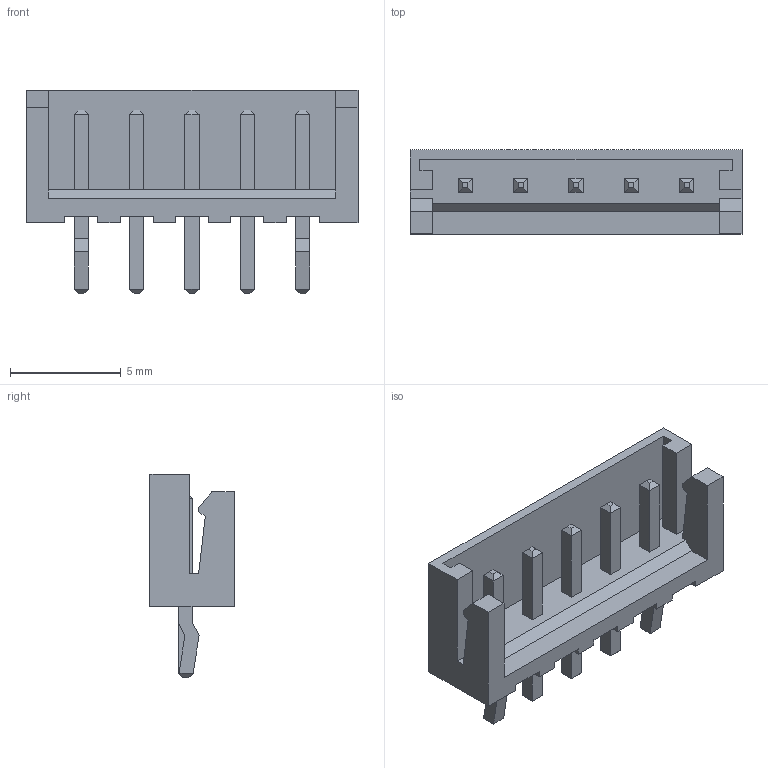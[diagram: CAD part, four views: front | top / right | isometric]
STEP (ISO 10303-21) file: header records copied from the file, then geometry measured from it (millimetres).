
FILE_DESCRIPTION(/* description */ ('model of JST_EH_B05B-EH-A_05x2.50mm_Straight.'),/* implementation_level */ FILE_NAME(/* name */ 'JST_EH_B05B-EH-A_05x2.50mm_Straight..stp',/* time_stamp */ '2017-02-23T17:01:38',/* author */ ('Rene Poeschl',''),/* organization */ (''),/* preprocessor_version */ '',/* originating_system */ '',/* authorisation */ '');
FILE_NAME(/* name */ 'JST_EH_B05B-EH-A_05x2.50mm_Straight..stp',/* time_stamp */ '2017-02-23T17:01:38',/* author */ ('Rene Poeschl',''),/* organization */ (''),/* preprocessor_version */ '',/* originating_system */ '',/* authorisation */ '');
FILE_SCHEMA(('AUTOMOTIVE_DESIGN_CC2 { 1 2 10303 214 -1 1 5 4 }'));
Length unit declared in the file: millimetre
Products named in the file (1): B05B_EH_A
Bounding box: 15 x 3.8 x 9.2 mm (x, y, z)
Volume: 135.5 mm3; surface area: 471.5 mm2
Topology: 1 solids, 1 shells, 148 faces, 398 edges, 262 vertices
Faces by surface type: plane 148
Entity records: 10641 total; most frequent: CARTESIAN_POINT 1709, DIRECTION 1388, LINE 1090, VECTOR 1090, ORIENTED_EDGE 796, PCURVE 796, DEFINITIONAL_REPRESENTATION 796, EDGE_CURVE 398
